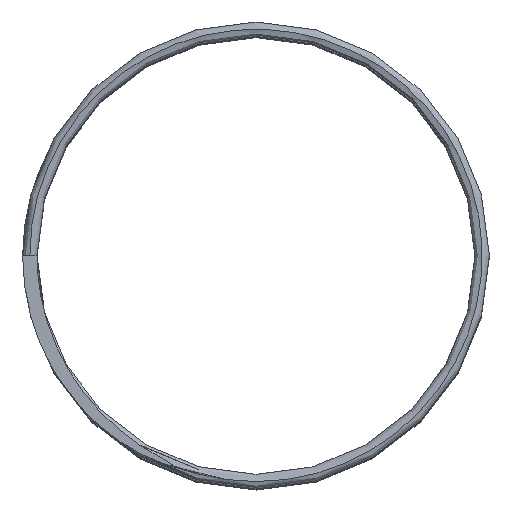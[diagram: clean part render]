
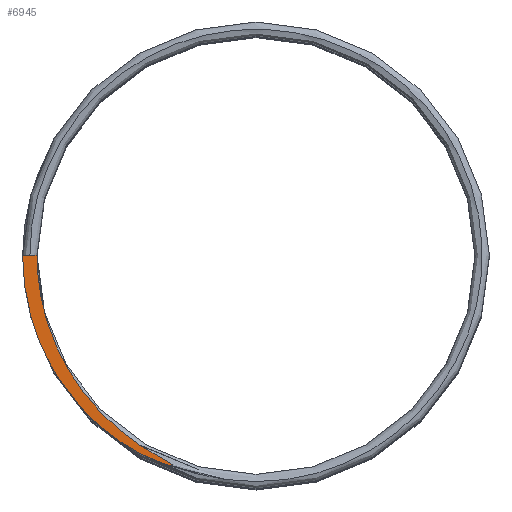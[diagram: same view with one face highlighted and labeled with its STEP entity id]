
A CAD part, top view. The second image highlights one B-rep face of the part: STEP entity #6945.
In plain terms, the highlighted planar face has unit normal (0, 0, 1).
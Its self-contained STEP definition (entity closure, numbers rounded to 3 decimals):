
#154 = FACE_OUTER_BOUND ( 'NONE', #254, .T. ) ;
#254 = EDGE_LOOP ( 'NONE', ( #7588, #3181, #6297 ) ) ;
#315 = CARTESIAN_POINT ( 'NONE',  ( -20.5, -15.469, 80. ) ) ;
#362 = CARTESIAN_POINT ( 'NONE',  ( -9.957, -23.129, 80. ) ) ;
#384 = CARTESIAN_POINT ( 'NONE',  ( -11.61, -22.515, 80. ) ) ;
#404 = CARTESIAN_POINT ( 'NONE',  ( -24.2, 0., 80. ) ) ;
#411 = CARTESIAN_POINT ( 'NONE',  ( -25.8, -2.564, 80. ) ) ;
#437 = CARTESIAN_POINT ( 'NONE',  ( -9.221, -23.277, 80. ) ) ;
#462 = CARTESIAN_POINT ( 'NONE',  ( -9.211, -23.188, 80. ) ) ;
#486 = CARTESIAN_POINT ( 'NONE',  ( -9.251, -23.28, 80. ) ) ;
#790 = CARTESIAN_POINT ( 'NONE',  ( -23.308, -6.618, 80. ) ) ;
#817 = CARTESIAN_POINT ( 'NONE',  ( -9.178, -23.254, 80. ) ) ;
#844 = CARTESIAN_POINT ( 'NONE',  ( -23.464, -6.025, 80. ) ) ;
#912 = CARTESIAN_POINT ( 'NONE',  ( -15.482, -20.286, 80. ) ) ;
#935 = CARTESIAN_POINT ( 'NONE',  ( -16.999, -19.139, 80. ) ) ;
#958 = CARTESIAN_POINT ( 'NONE',  ( -9.803, -23.175, 80. ) ) ;
#1033 = CARTESIAN_POINT ( 'NONE',  ( -13.309, -20.675, 80. ) ) ;
#1057 = CARTESIAN_POINT ( 'NONE',  ( -19.356, -14.752, 80. ) ) ;
#1072 = LINE ( 'NONE', #1256, #3735 ) ;
#1085 = CARTESIAN_POINT ( 'NONE',  ( -9.3, -23.115, 80. ) ) ;
#1256 = CARTESIAN_POINT ( 'NONE',  ( -25., 0., 80. ) ) ;
#1526 = CARTESIAN_POINT ( 'NONE',  ( -14.959, -20.649, 80. ) ) ;
#1540 = VERTEX_POINT ( 'NONE', #404 ) ;
#1543 = DIRECTION ( 'NONE',  ( -1., 0., 0. ) ) ;
#1622 = CARTESIAN_POINT ( 'NONE',  ( -9.786, -22.813, 80. ) ) ;
#1645 = CARTESIAN_POINT ( 'NONE',  ( -9.654, -22.889, 80. ) ) ;
#1670 = CARTESIAN_POINT ( 'NONE',  ( -9.569, -23.233, 80. ) ) ;
#2047 = CARTESIAN_POINT ( 'NONE',  ( -23.731, -4.836, 80. ) ) ;
#2110 = CARTESIAN_POINT ( 'NONE',  ( -10.717, -22.872, 80. ) ) ;
#2206 = CARTESIAN_POINT ( 'NONE',  ( -16.15, -18.379, 80. ) ) ;
#2230 = CARTESIAN_POINT ( 'NONE',  ( -9.371, -23.271, 80. ) ) ;
#2255 = CARTESIAN_POINT ( 'NONE',  ( -9.458, -23.009, 80. ) ) ;
#2448 = CARTESIAN_POINT ( 'NONE',  ( -25.8, 0., 80. ) ) ;
#2715 = CARTESIAN_POINT ( 'NONE',  ( -13.322, -21.656, 80. ) ) ;
#2732 = PLANE ( 'NONE',  #7181 ) ;
#2786 = CARTESIAN_POINT ( 'NONE',  ( -9.271, -23.28, 80. ) ) ;
#2838 = CARTESIAN_POINT ( 'NONE',  ( -10.184, -22.585, 80. ) ) ;
#3013 = DIRECTION ( 'NONE',  ( 1., 0., 0. ) ) ;
#3049 = EDGE_CURVE ( 'NONE', #3746, #3645, #4727, .T. ) ;
#3181 = ORIENTED_EDGE ( 'NONE', *, *, #3296, .T. ) ;
#3296 = EDGE_CURVE ( 'NONE', #3645, #1540, #3927, .T. ) ;
#3332 = CARTESIAN_POINT ( 'NONE',  ( -25.8, 0., 80. ) ) ;
#3358 = CARTESIAN_POINT ( 'NONE',  ( -9.175, -23.245, 80. ) ) ;
#3384 = CARTESIAN_POINT ( 'NONE',  ( -9.211, -23.276, 80. ) ) ;
#3403 = DIRECTION ( 'NONE',  ( 0., 0., -1. ) ) ;
#3409 = CARTESIAN_POINT ( 'NONE',  ( -19.713, -14.253, 80. ) ) ;
#3645 = VERTEX_POINT ( 'NONE', #817 ) ;
#3735 = VECTOR ( 'NONE', #3013, 1000. ) ;
#3746 = VERTEX_POINT ( 'NONE', #2448 ) ;
#3793 = CARTESIAN_POINT ( 'NONE',  ( -22.342, -9.495, 80. ) ) ;
#3877 = CARTESIAN_POINT ( 'NONE',  ( -25.407, -5.126, 80. ) ) ;
#3900 = CARTESIAN_POINT ( 'NONE',  ( -20.888, -14.958, 80. ) ) ;
#3927 = B_SPLINE_CURVE_WITH_KNOTS ( 'NONE', 3,
 ( #5593, #3358, #7460, #7508, #5121, #462, #3951, #5171, #1085, #5760, #2255, #1645, #1622, #2838, #4560, #6353, #4538, #1033, #6889, #2206, #6301, #3975, #5732, #1057, #3409, #5144, #6912, #3793, #4303, #790, #844, #2047, #4938, #4330, #5499, #6032 ),
 .UNSPECIFIED., .F., .F.,
 ( 4, 2, 2, 2, 2, 2, 2, 2, 2, 2, 2, 2, 2, 2, 2, 2, 2, 4 ),
 ( 0.031, 0.031, 0.031, 0.031, 0.031, 0.031, 0.032, 0.033, 0.034, 0.038, 0.042, 0.044, 0.045, 0.049, 0.053, 0.055, 0.056, 0.06 ),
 .UNSPECIFIED. ) ;
#3951 = CARTESIAN_POINT ( 'NONE',  ( -9.225, -23.175, 80. ) ) ;
#3975 = CARTESIAN_POINT ( 'NONE',  ( -18.224, -16.182, 80. ) ) ;
#3998 = CARTESIAN_POINT ( 'NONE',  ( -9.332, -23.276, 80. ) ) ;
#4303 = CARTESIAN_POINT ( 'NONE',  ( -22.777, -8.368, 80. ) ) ;
#4330 = CARTESIAN_POINT ( 'NONE',  ( -24.11, -2.437, 80. ) ) ;
#4422 = CARTESIAN_POINT ( 'NONE',  ( -19.263, -16.931, 80. ) ) ;
#4489 = CARTESIAN_POINT ( 'NONE',  ( -13.878, -21.335, 80. ) ) ;
#4538 = CARTESIAN_POINT ( 'NONE',  ( -11.769, -21.665, 80. ) ) ;
#4560 = CARTESIAN_POINT ( 'NONE',  ( -10.451, -22.436, 80. ) ) ;
#4727 = B_SPLINE_CURVE_WITH_KNOTS ( 'NONE', 3,
 ( #3332, #411, #3877, #5096, #5027, #3900, #315, #7412, #4422, #6223, #935, #912, #1526, #4489, #2715, #5616, #384, #2110, #6200, #362, #958, #1670, #6867, #2230, #3998, #2786, #486, #437, #3384, #5709, #7484, #6326 ),
 .UNSPECIFIED., .F., .F.,
 ( 4, 2, 2, 2, 2, 2, 2, 2, 2, 2, 2, 2, 2, 2, 2, 4 ),
 ( 0., 0.008, 0.015, 0.017, 0.019, 0.023, 0.025, 0.027, 0.029, 0.03, 0.03, 0.031, 0.031, 0.031, 0.031, 0.031 ),
 .UNSPECIFIED. ) ;
#4938 = CARTESIAN_POINT ( 'NONE',  ( -23.842, -4.238, 80. ) ) ;
#5027 = CARTESIAN_POINT ( 'NONE',  ( -22.723, -12.342, 80. ) ) ;
#5096 = CARTESIAN_POINT ( 'NONE',  ( -23.868, -10.017, 80. ) ) ;
#5121 = CARTESIAN_POINT ( 'NONE',  ( -9.193, -23.21, 80. ) ) ;
#5144 = CARTESIAN_POINT ( 'NONE',  ( -20.722, -12.73, 80. ) ) ;
#5171 = CARTESIAN_POINT ( 'NONE',  ( -9.269, -23.137, 80. ) ) ;
#5499 = CARTESIAN_POINT ( 'NONE',  ( -24.2, -1.225, 80. ) ) ;
#5509 = EDGE_CURVE ( 'NONE', #3746, #1540, #1072, .T. ) ;
#5593 = CARTESIAN_POINT ( 'NONE',  ( -9.178, -23.254, 80. ) ) ;
#5616 = CARTESIAN_POINT ( 'NONE',  ( -12.189, -22.245, 80. ) ) ;
#5709 = CARTESIAN_POINT ( 'NONE',  ( -9.192, -23.269, 80. ) ) ;
#5732 = CARTESIAN_POINT ( 'NONE',  ( -18.612, -15.716, 80. ) ) ;
#5760 = CARTESIAN_POINT ( 'NONE',  ( -9.394, -23.049, 80. ) ) ;
#6032 = CARTESIAN_POINT ( 'NONE',  ( -24.2, 0., 80. ) ) ;
#6200 = CARTESIAN_POINT ( 'NONE',  ( -10.415, -22.983, 80. ) ) ;
#6223 = CARTESIAN_POINT ( 'NONE',  ( -17.944, -18.3, 80. ) ) ;
#6297 = ORIENTED_EDGE ( 'NONE', *, *, #5509, .F. ) ;
#6301 = CARTESIAN_POINT ( 'NONE',  ( -17.016, -17.536, 80. ) ) ;
#6326 = CARTESIAN_POINT ( 'NONE',  ( -9.178, -23.254, 80. ) ) ;
#6353 = CARTESIAN_POINT ( 'NONE',  ( -11.245, -21.979, 80. ) ) ;
#6867 = CARTESIAN_POINT ( 'NONE',  ( -9.49, -23.251, 80. ) ) ;
#6889 = CARTESIAN_POINT ( 'NONE',  ( -14.299, -19.948, 80. ) ) ;
#6912 = CARTESIAN_POINT ( 'NONE',  ( -21.314, -11.676, 80. ) ) ;
#6945 = ADVANCED_FACE ( 'NONE', ( #154 ), #2732, .F. ) ;
#7181 = AXIS2_PLACEMENT_3D ( 'NONE', #7454, #3403, #1543 ) ;
#7412 = CARTESIAN_POINT ( 'NONE',  ( -19.687, -16.456, 80. ) ) ;
#7454 = CARTESIAN_POINT ( 'NONE',  ( -26.6, 0., 80. ) ) ;
#7460 = CARTESIAN_POINT ( 'NONE',  ( -9.178, -23.235, 80. ) ) ;
#7484 = CARTESIAN_POINT ( 'NONE',  ( -9.182, -23.264, 80. ) ) ;
#7508 = CARTESIAN_POINT ( 'NONE',  ( -9.187, -23.218, 80. ) ) ;
#7588 = ORIENTED_EDGE ( 'NONE', *, *, #3049, .T. ) ;
